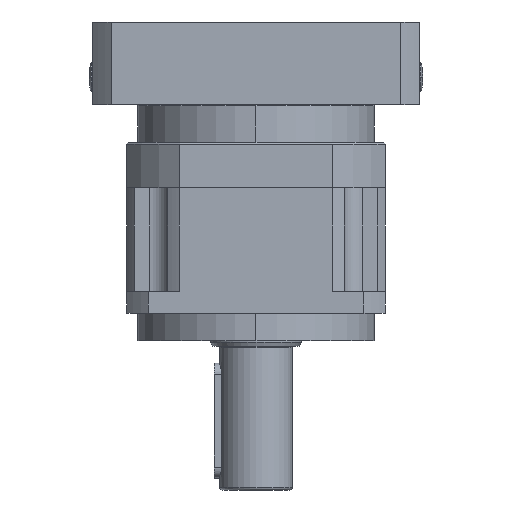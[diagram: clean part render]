
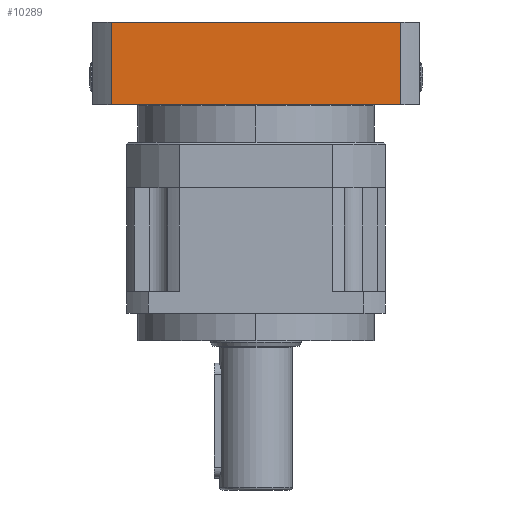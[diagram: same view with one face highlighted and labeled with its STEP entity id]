
A CAD part, left-side view. The second image highlights one B-rep face of the part: STEP entity #10289.
In plain terms, the highlighted planar face has unit normal (-1, 0, 0).
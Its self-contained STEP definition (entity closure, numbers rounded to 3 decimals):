
#4936 = LINE ( 'NONE', #6083, #4939 ) ;
#4939 = VECTOR ( 'NONE', #6073, 1000. ) ;
#4947 = LINE ( 'NONE', #6107, #4953 ) ;
#4953 = VECTOR ( 'NONE', #6103, 1000. ) ;
#4972 = LINE ( 'NONE', #6139, #4975 ) ;
#4975 = VECTOR ( 'NONE', #6140, 1000. ) ;
#4976 = LINE ( 'NONE', #6132, #4978 ) ;
#4978 = VECTOR ( 'NONE', #6133, 1000. ) ;
#6073 = DIRECTION ( 'NONE',  ( 0., 1., 0. ) ) ;
#6083 = CARTESIAN_POINT ( 'NONE',  ( -90., 79.373, 91. ) ) ;
#6103 = DIRECTION ( 'NONE',  ( 0., 0., 1. ) ) ;
#6107 = CARTESIAN_POINT ( 'NONE',  ( -90., 79.373, 46. ) ) ;
#6132 = CARTESIAN_POINT ( 'NONE',  ( -90., 79.373, 45.5 ) ) ;
#6133 = DIRECTION ( 'NONE',  ( 0., 1., 0. ) ) ;
#6139 = CARTESIAN_POINT ( 'NONE',  ( -90., -79.373, 46. ) ) ;
#6140 = DIRECTION ( 'NONE',  ( 0., 0., 1. ) ) ;
#9063 = CARTESIAN_POINT ( 'NONE',  ( -90., -79.373, 91. ) ) ;
#9072 = CARTESIAN_POINT ( 'NONE',  ( -90., 79.373, 91. ) ) ;
#9096 = CARTESIAN_POINT ( 'NONE',  ( -90., 79.373, 45.5 ) ) ;
#9105 = CARTESIAN_POINT ( 'NONE',  ( -90., -79.373, 45.5 ) ) ;
#10289 = ADVANCED_FACE ( 'NONE', ( #23554 ), #25049, .F. ) ;
#13528 = ORIENTED_EDGE ( 'NONE', *, *, #14471, .T. ) ;
#13529 = ORIENTED_EDGE ( 'NONE', *, *, #14480, .F. ) ;
#13530 = ORIENTED_EDGE ( 'NONE', *, *, #14495, .F. ) ;
#13531 = ORIENTED_EDGE ( 'NONE', *, *, #14493, .T. ) ;
#14471 = EDGE_CURVE ( 'NONE', #17682, #17687, #4936, .T. ) ;
#14480 = EDGE_CURVE ( 'NONE', #17701, #17687, #4947, .T. ) ;
#14493 = EDGE_CURVE ( 'NONE', #17706, #17682, #4972, .T. ) ;
#14495 = EDGE_CURVE ( 'NONE', #17706, #17701, #4976, .T. ) ;
#17682 = VERTEX_POINT ( 'NONE', #9063 ) ;
#17687 = VERTEX_POINT ( 'NONE', #9072 ) ;
#17701 = VERTEX_POINT ( 'NONE', #9096 ) ;
#17706 = VERTEX_POINT ( 'NONE', #9105 ) ;
#18268 = EDGE_LOOP ( 'NONE', ( #13528, #13529, #13530, #13531 ) ) ;
#23554 = FACE_OUTER_BOUND ( 'NONE', #18268, .T. ) ;
#25042 = CARTESIAN_POINT ( 'NONE',  ( -90., 79.373, 46. ) ) ;
#25049 = PLANE ( 'NONE',  #25565 ) ;
#25052 = DIRECTION ( 'NONE',  ( 1., 0., 0. ) ) ;
#25053 = DIRECTION ( 'NONE',  ( 0., 0., -1. ) ) ;
#25565 = AXIS2_PLACEMENT_3D ( 'NONE', #25042, #25052, #25053 ) ;
